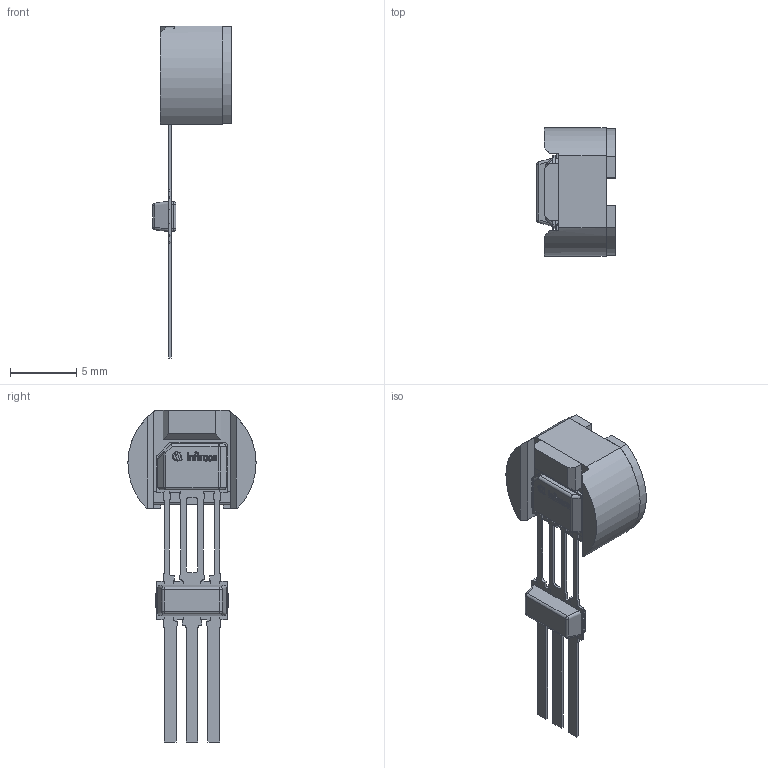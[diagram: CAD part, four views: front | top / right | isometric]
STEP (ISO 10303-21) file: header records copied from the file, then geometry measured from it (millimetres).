
FILE_DESCRIPTION(/* description */ (''),/* implementation_level */ '2;1');
FILE_NAME(/* name */ 'PG-SSOA11-3-52_Z8B00187182_V08_3D.stp',/* time_stamp */ '2021-11-18T19:01:52+06:00',/* author */ ('janartha'),/* organization */ (''),/* preprocessor_version */ 'ST-DEVELOPER v16.13',/* originating_system */ 'AutoCAD Mechanical',/* authorisation */ '');
FILE_SCHEMA (('AUTOMOTIVE_DESIGN { 1 0 10303 214 3 1 1 }'));
Length unit declared in the file: millimetre
Products named in the file (1): Product
Bounding box: 5.93 x 9.66 x 25.02 mm (x, y, z)
Volume: 311 mm3; surface area: 755.5 mm2
Topology: 32 solids, 32 shells, 508 faces, 1289 edges, 841 vertices
Faces by surface type: plane 354, cylinder 120, bspline 22, sphere 11, cone 1
Full cylindrical faces by diameter (mm): 0.107 x1, 0.219 x1, 1 x1, 2.3 x1
Entity records: 15407 total; most frequent: CARTESIAN_POINT 3110, ORIENTED_EDGE 2558, DIRECTION 2464, EDGE_CURVE 1279, LINE 992, VECTOR 992, VERTEX_POINT 840, AXIS2_PLACEMENT_3D 736
